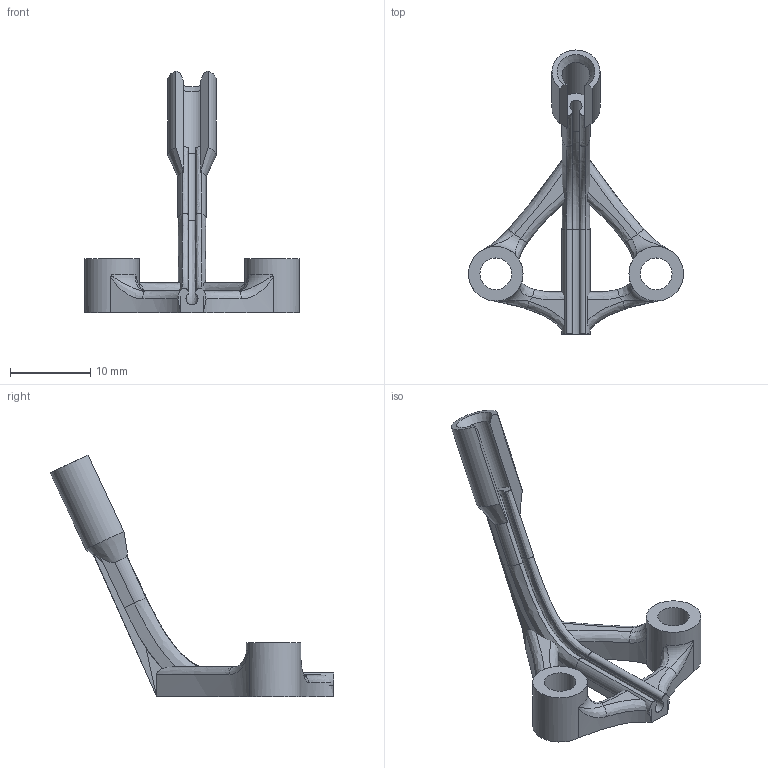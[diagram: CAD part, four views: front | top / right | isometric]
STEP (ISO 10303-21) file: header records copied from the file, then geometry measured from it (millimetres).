
FILE_DESCRIPTION(/* description */ ('','CAx-IF Rec.Pracs.---Representation and Presentation of Product Manufacturing Information (PMI)---4.0---2014-10-13'),/* implementation_level */ '2;1');
FILE_NAME(/* name */ 'O4 Lite Antenne Holder v6.step',/* time_stamp */ '2025-02-14T13:55:15+01:00',/* author */ (''),/* organization */ (''),/* preprocessor_version */ 'ST-DEVELOPER v20',/* originating_system */ 'Autodesk Translation Framework v13.20.0.188',/* authorisation */ '');
FILE_SCHEMA (('AP242_MANAGED_MODEL_BASED_3D_ENGINEERING_MIM_LF { 1 0 10303 442 1 1 4 }'));
Length unit declared in the file: millimetre
Products named in the file (1): O4 Lite Antenne Holder
Bounding box: 26.8 x 35.36 x 30.16 mm (x, y, z)
Volume: 1220.9 mm3; surface area: 2038.3 mm2
Topology: 3 solids, 3 shells, 97 faces, 253 edges, 157 vertices
Faces by surface type: bspline 42, plane 37, cylinder 12, torus 4, cone 2
Full cylindrical faces by diameter (mm): 3.95 x2, 6.8 x2
Entity records: 4711 total; most frequent: CARTESIAN_POINT 2627, ORIENTED_EDGE 506, DIRECTION 309, EDGE_CURVE 253, VERTEX_POINT 157, LINE 103, VECTOR 103, AXIS2_PLACEMENT_3D 103
